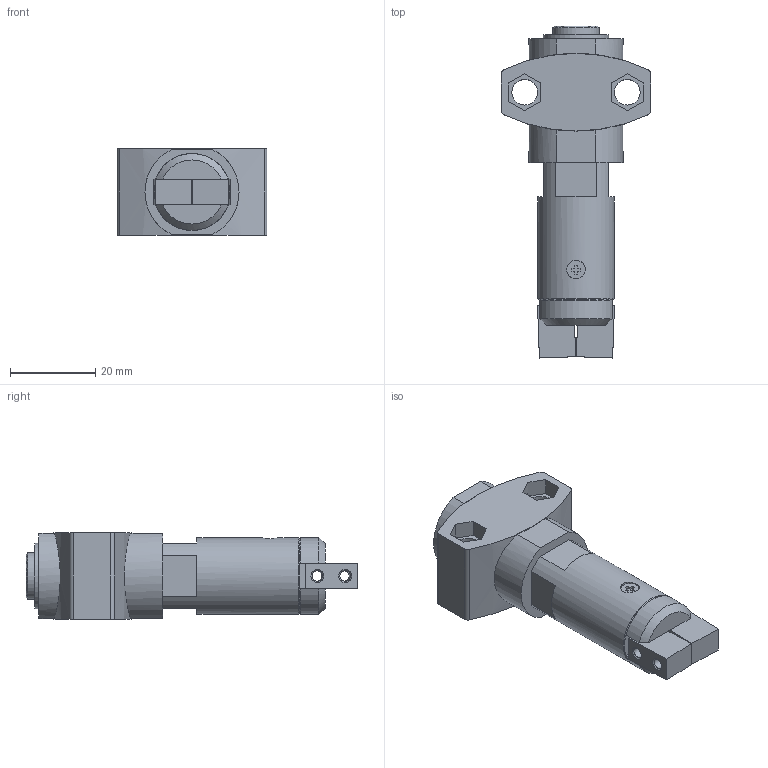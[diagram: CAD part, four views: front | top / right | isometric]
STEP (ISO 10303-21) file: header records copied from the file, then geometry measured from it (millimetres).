
FILE_DESCRIPTION(/* description */ ('STEP AP214'),/* implementation_level */ '2;1');
FILE_NAME(/* name */ '185702_HGWM-12-EZ-G6',/* time_stamp */ '2024-08-29T08:16:18+02:00',/* author */ ('License CC BY-ND 4.0'),/* organization */ ('CADENAS'),/* preprocessor_version */ 'ST-DEVELOPER v19.3',/* originating_system */ 'PARTsolutions',/* authorisation */ ' ');
FILE_SCHEMA (('AUTOMOTIVE_DESIGN {1 0 10303 214 3 1 1}'));
Length unit declared in the file: millimetre
Products named in the file (4): 185702 HGWM-12-EZ-G6---(asm_8_-4); 185702 HGWM-12-EZ-G6---(8, -4)_GR; HGWM-12-Ex-G8---(JAW); 1975xx HGPM-12-Ex-G6---(0)_G6H
Assembly tree (4 placements, depth 2):
  185702 HGWM-12-EZ-G6---(asm_8_-4)
    185702 HGWM-12-EZ-G6---(8, -4)_GR
    HGWM-12-Ex-G8---(JAW)  x2
    1975xx HGPM-12-Ex-G6---(0)_G6H
Bounding box: 35 x 77.68 x 20.2 mm (x, y, z)
Volume: 22027.7 mm3; surface area: 11904.7 mm2
Topology: 4 solids, 4 shells, 140 faces, 336 edges, 218 vertices
Faces by surface type: plane 82, cylinder 43, cone 14, torus 1
Full cylindrical faces by diameter (mm): 2 x4, 2.459 x5, 4.299 x1, 5 x2, 6 x2, 11 x3, 14.5 x1, 15 x1, 15.3 x1, 18 x1
Entity records: 4005 total; most frequent: CARTESIAN_POINT 689, DIRECTION 592, ORIENTED_EDGE 530, EDGE_CURVE 265, AXIS2_PLACEMENT_3D 217, VERTEX_POINT 187, EDGE_LOOP 176, FACE_BOUND 176
